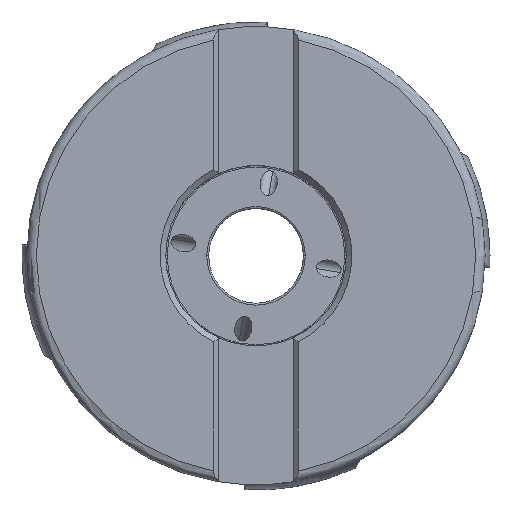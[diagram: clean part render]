
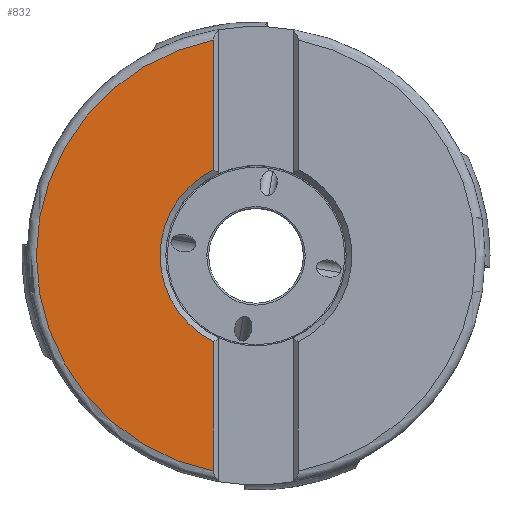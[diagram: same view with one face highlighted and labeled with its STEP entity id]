
A CAD part, top view. The second image highlights one B-rep face of the part: STEP entity #832.
In plain terms, the highlighted planar face has unit normal (0, 0, 1).
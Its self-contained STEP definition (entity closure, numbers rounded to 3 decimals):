
#423=PLANE('',#12307);
#832=ADVANCED_FACE('',(#1655),#423,.T.);
#1655=FACE_OUTER_BOUND('',#2237,.T.);
#2237=EDGE_LOOP('',(#6136,#6137,#6138,#6139,#6140,#6141));
#2651=LINE('',#19911,#3127);
#2652=LINE('',#19972,#3128);
#3127=VECTOR('',#13930,1.);
#3128=VECTOR('',#13941,1.);
#6136=ORIENTED_EDGE('',*,*,#9439,.F.);
#6137=ORIENTED_EDGE('',*,*,#9438,.F.);
#6138=ORIENTED_EDGE('',*,*,#9443,.T.);
#6139=ORIENTED_EDGE('',*,*,#9447,.F.);
#6140=ORIENTED_EDGE('',*,*,#9446,.F.);
#6141=ORIENTED_EDGE('',*,*,#9435,.T.);
#8038=VERTEX_POINT('',#19912);
#8039=VERTEX_POINT('',#19913);
#8040=VERTEX_POINT('',#19953);
#8041=VERTEX_POINT('',#19954);
#8044=VERTEX_POINT('',#19973);
#8046=VERTEX_POINT('',#20009);
#9435=EDGE_CURVE('',#8038,#8039,#2651,.T.);
#9438=EDGE_CURVE('',#8040,#8041,#10817,.T.);
#9439=EDGE_CURVE('',#8041,#8039,#10818,.T.);
#9443=EDGE_CURVE('',#8040,#8044,#2652,.T.);
#9446=EDGE_CURVE('',#8038,#8046,#10820,.T.);
#9447=EDGE_CURVE('',#8046,#8044,#10821,.T.);
#10817=CIRCLE('',#11925,20.25);
#10818=CIRCLE('',#11926,20.25);
#10820=CIRCLE('',#11930,46.385);
#10821=CIRCLE('',#11931,46.385);
#11925=AXIS2_PLACEMENT_3D('',#19952,#13933,#13934);
#11926=AXIS2_PLACEMENT_3D('',#19955,#13935,#13936);
#11930=AXIS2_PLACEMENT_3D('',#20008,#13945,#13946);
#11931=AXIS2_PLACEMENT_3D('',#20010,#13947,#13948);
#12307=AXIS2_PLACEMENT_3D('',#22475,#14836,#14837);
#13930=DIRECTION('',(0.,1.,0.));
#13933=DIRECTION('',(0.,0.,1.));
#13934=DIRECTION('',(-0.441,0.897,0.));
#13935=DIRECTION('',(0.,0.,1.));
#13936=DIRECTION('',(-1.,0.,0.));
#13941=DIRECTION('',(0.,1.,0.));
#13945=DIRECTION('',(0.,0.,-1.));
#13946=DIRECTION('',(-0.193,-0.981,0.));
#13947=DIRECTION('',(0.,0.,-1.));
#13948=DIRECTION('',(-1.,0.,0.));
#14836=DIRECTION('',(0.,0.,1.));
#14837=DIRECTION('',(1.,0.,0.));
#19911=CARTESIAN_POINT('',(-8.938,-45.516,0.));
#19912=CARTESIAN_POINT('',(-8.938,-45.516,0.));
#19913=CARTESIAN_POINT('',(-8.938,-18.171,0.));
#19952=CARTESIAN_POINT('',(0.,0.,0.));
#19953=CARTESIAN_POINT('',(-8.938,18.171,0.));
#19954=CARTESIAN_POINT('',(-20.25,0.,0.));
#19955=CARTESIAN_POINT('',(0.,0.,0.));
#19972=CARTESIAN_POINT('',(-8.938,18.171,0.));
#19973=CARTESIAN_POINT('',(-8.937,45.516,0.));
#20008=CARTESIAN_POINT('',(0.,0.,0.));
#20009=CARTESIAN_POINT('',(-46.385,0.021,0.));
#20010=CARTESIAN_POINT('',(0.,0.,0.));
#22475=CARTESIAN_POINT('',(-27.661,0.,0.));
